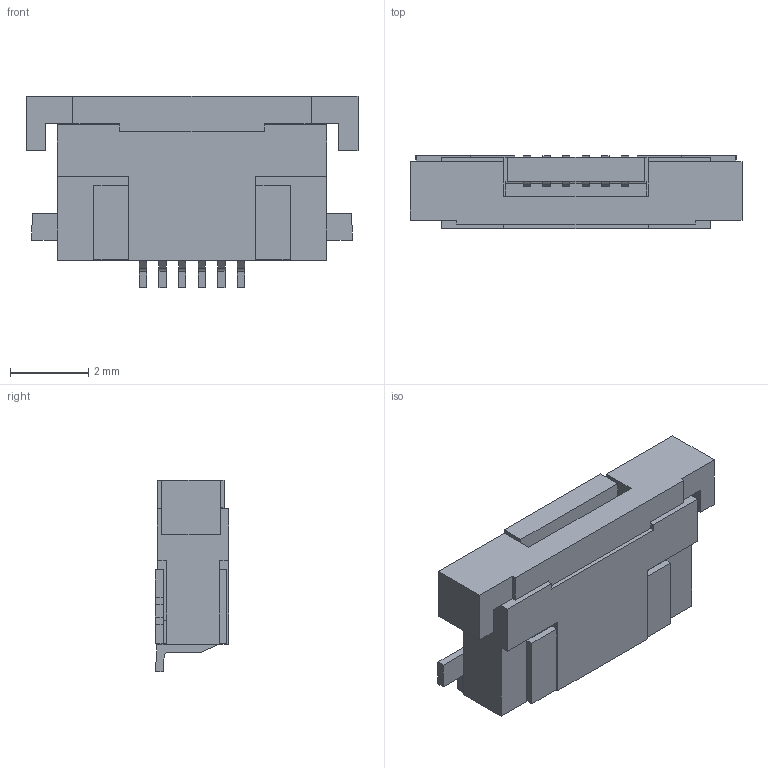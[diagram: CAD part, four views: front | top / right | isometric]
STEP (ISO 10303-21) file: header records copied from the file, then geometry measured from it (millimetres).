
FILE_DESCRIPTION(('STEP AP242'),'1');
FILE_NAME('sfv6r3ste1hlf.stp','2019-08-23T12:33:25',('TraceParts'),('TraceParts S.A.'),'Spatial InterOp 3D',' ',' ');
FILE_SCHEMA(('AP242_MANAGED_MODEL_BASED_3D_ENGINEERING_MIM_LF {1 0 10303 442 1 1 4}'));
Length unit declared in the file: millimetre
Products named in the file (1): sfv6r3ste1hlf
Bounding box: 8.5 x 1.87 x 4.9 mm (x, y, z)
Volume: 49.3 mm3; surface area: 169 mm2
Topology: 1 solids, 1 shells, 218 faces, 628 edges, 418 vertices
Faces by surface type: plane 200, cylinder 18
Entity records: 7047 total; most frequent: CARTESIAN_POINT 1265, ORIENTED_EDGE 1256, DIRECTION 1102, EDGE_CURVE 628, LINE 592, VECTOR 592, VERTEX_POINT 418, AXIS2_PLACEMENT_3D 255
